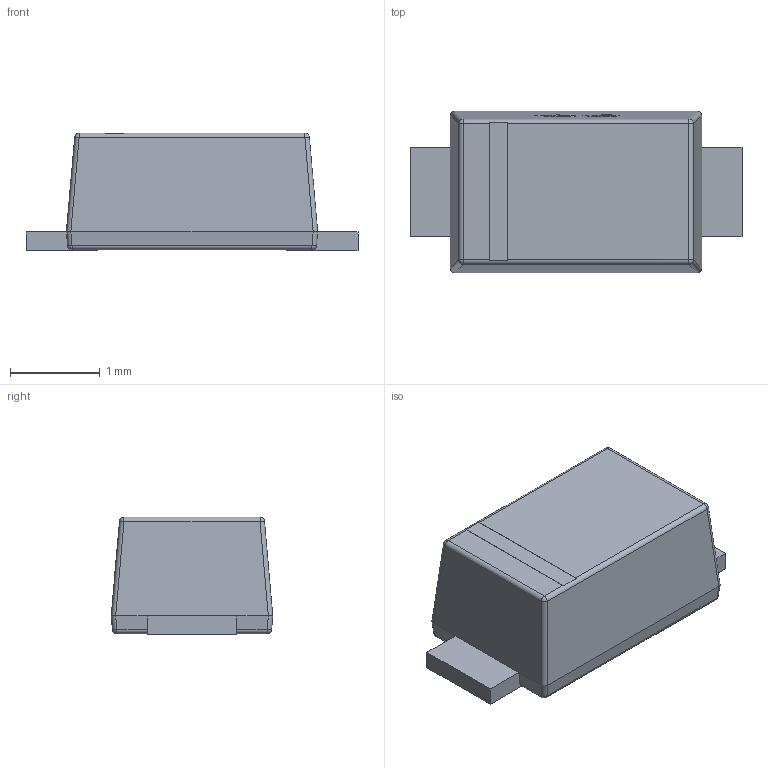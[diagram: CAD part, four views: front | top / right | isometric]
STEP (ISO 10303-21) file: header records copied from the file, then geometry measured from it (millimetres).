
FILE_DESCRIPTION(('FreeCAD Model'),'2;1');
FILE_NAME('Open CASCADE Shape Model','2024-08-03T15:47:29',(''),(''), 'Open CASCADE STEP processor 7.6','FreeCAD','Unknown');
FILE_SCHEMA(('AUTOMOTIVE_DESIGN { 1 0 10303 214 1 1 1 1 }'));
Length unit declared in the file: millimetre
Products named in the file (3): ycFp-D1; SOD-123F_L2.8-W1.8-LS3.7-RD; SOLID
Assembly tree (2 placements, depth 3):
  ycFp-D1
    SOD-123F_L2.8-W1.8-LS3.7-RD
      SOLID
Bounding box: 3.7 x 1.8 x 1.31 mm (x, y, z)
Volume: 6.3 mm3; surface area: 22.5 mm2
Topology: 1 solids, 1 shells, 278 faces, 735 edges, 478 vertices
Faces by surface type: plane 154, bspline 98, cylinder 18, sphere 8
Entity records: 20971 total; most frequent: CARTESIAN_POINT 5532, DIRECTION 1975, LINE 1545, VECTOR 1545, ORIENTED_EDGE 1470, PCURVE 1470, DEFINITIONAL_REPRESENTATION 1470, EDGE_CURVE 735
